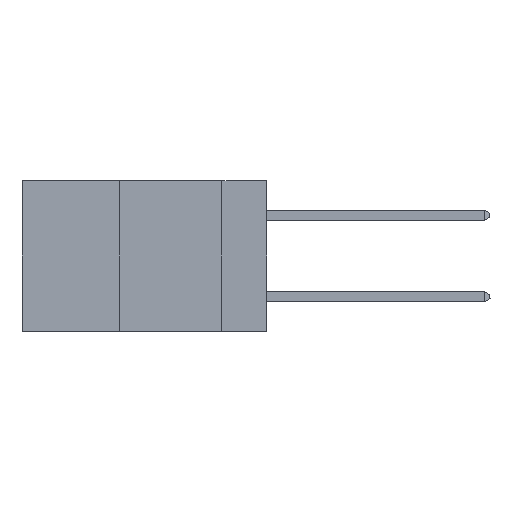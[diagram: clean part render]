
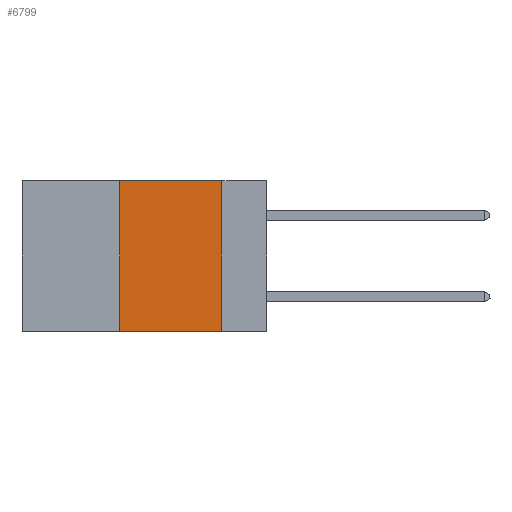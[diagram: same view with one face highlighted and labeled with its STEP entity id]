
A CAD part, left-side view. The second image highlights one B-rep face of the part: STEP entity #6799.
In plain terms, the highlighted planar face has unit normal (-1, 0, 0).
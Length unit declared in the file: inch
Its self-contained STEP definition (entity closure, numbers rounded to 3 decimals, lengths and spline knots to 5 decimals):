
#268 = VECTOR ( 'NONE', #9054, 39.37008 ) ;
#699 = VECTOR ( 'NONE', #14561, 39.37008 ) ;
#1950 = LINE ( 'NONE', #23476, #699 ) ;
#1998 = CARTESIAN_POINT ( 'NONE',  ( 0., 0.6, -0.37 ) ) ;
#3680 = DIRECTION ( 'NONE',  ( 0., 0., -1. ) ) ;
#4053 = VERTEX_POINT ( 'NONE', #12570 ) ;
#6267 = LINE ( 'NONE', #16462, #268 ) ;
#6799 = ADVANCED_FACE ( 'NONE', ( #15610 ), #9454, .F. ) ;
#7410 = CARTESIAN_POINT ( 'NONE',  ( 0., 0.6, 0. ) ) ;
#8267 = VERTEX_POINT ( 'NONE', #19837 ) ;
#8293 = CARTESIAN_POINT ( 'NONE',  ( 0., 0.6, 0. ) ) ;
#8983 = VERTEX_POINT ( 'NONE', #14375 ) ;
#9054 = DIRECTION ( 'NONE',  ( 0., 0., 1. ) ) ;
#9454 = PLANE ( 'NONE',  #19271 ) ;
#10848 = ORIENTED_EDGE ( 'NONE', *, *, #17572, .F. ) ;
#11388 = LINE ( 'NONE', #1998, #16749 ) ;
#12570 = CARTESIAN_POINT ( 'NONE',  ( 0., 0.36, -0.37 ) ) ;
#13869 = EDGE_CURVE ( 'NONE', #8983, #18315, #22382, .T. ) ;
#14375 = CARTESIAN_POINT ( 'NONE',  ( 0., 0.36, 0. ) ) ;
#14561 = DIRECTION ( 'NONE',  ( 0., 0., -1. ) ) ;
#14725 = EDGE_LOOP ( 'NONE', ( #19760, #18292, #10848, #19489 ) ) ;
#15044 = DIRECTION ( 'NONE',  ( 1., 0., 0. ) ) ;
#15610 = FACE_OUTER_BOUND ( 'NONE', #14725, .T. ) ;
#15696 = DIRECTION ( 'NONE',  ( 0., -1., 0. ) ) ;
#16147 = EDGE_CURVE ( 'NONE', #4053, #8267, #11388, .T. ) ;
#16462 = CARTESIAN_POINT ( 'NONE',  ( 0., 0.36, 0. ) ) ;
#16622 = CARTESIAN_POINT ( 'NONE',  ( 0., 0.11, 0. ) ) ;
#16749 = VECTOR ( 'NONE', #22685, 39.37008 ) ;
#17572 = EDGE_CURVE ( 'NONE', #4053, #8983, #6267, .T. ) ;
#18292 = ORIENTED_EDGE ( 'NONE', *, *, #13869, .F. ) ;
#18315 = VERTEX_POINT ( 'NONE', #16622 ) ;
#19271 = AXIS2_PLACEMENT_3D ( 'NONE', #7410, #15044, #3680 ) ;
#19489 = ORIENTED_EDGE ( 'NONE', *, *, #16147, .T. ) ;
#19760 = ORIENTED_EDGE ( 'NONE', *, *, #20346, .F. ) ;
#19837 = CARTESIAN_POINT ( 'NONE',  ( 0., 0.11, -0.37 ) ) ;
#20346 = EDGE_CURVE ( 'NONE', #18315, #8267, #1950, .T. ) ;
#21201 = VECTOR ( 'NONE', #15696, 39.37008 ) ;
#22382 = LINE ( 'NONE', #8293, #21201 ) ;
#22685 = DIRECTION ( 'NONE',  ( 0., -1., 0. ) ) ;
#23476 = CARTESIAN_POINT ( 'NONE',  ( 0., 0.11, 0. ) ) ;
